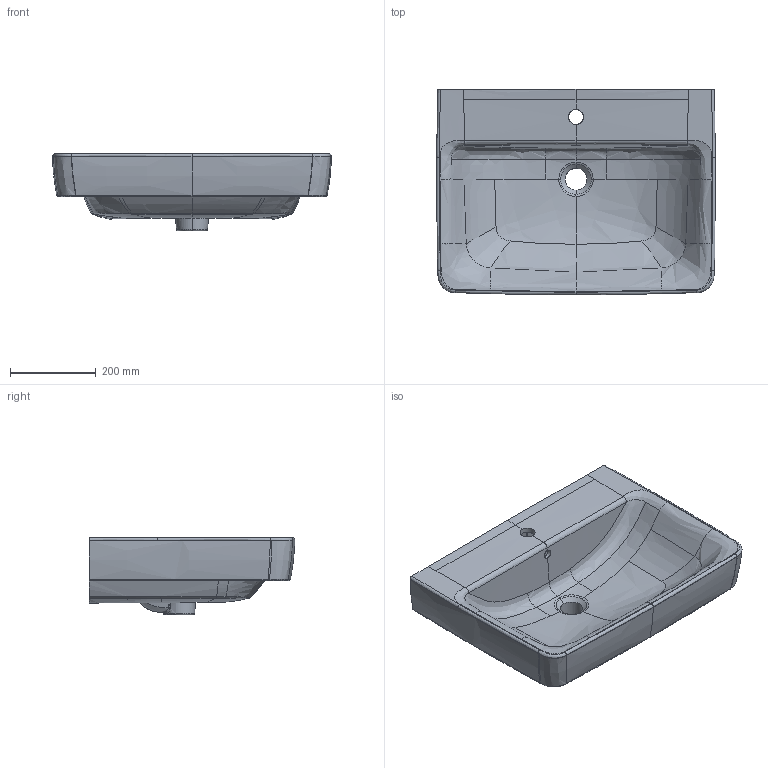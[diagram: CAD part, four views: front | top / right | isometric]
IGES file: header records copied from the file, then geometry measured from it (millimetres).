
Global section: file name: 501723; native system: Autodesk Inventor 2018; preprocessor: unknown; author: JANAN; date: 20201201.134254; units: millimetre
Bounding box: 649.91 x 480 x 181.52 mm (x, y, z)
Volume: 17423502.9 mm3; surface area: 1064123.5 mm2
Topology: 1 solids, 1 shells, 326 faces, 837 edges, 506 vertices
Faces by surface type: bspline 326
